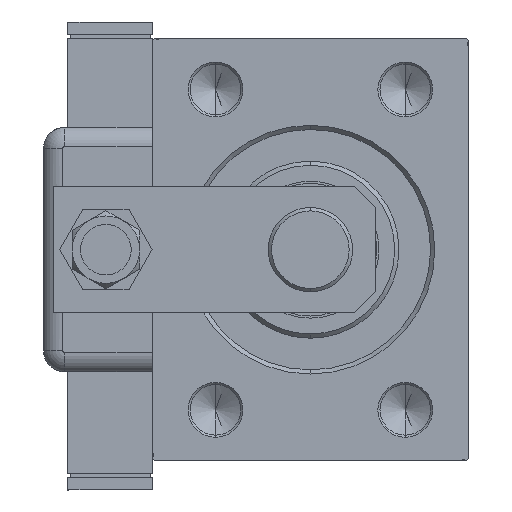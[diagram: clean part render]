
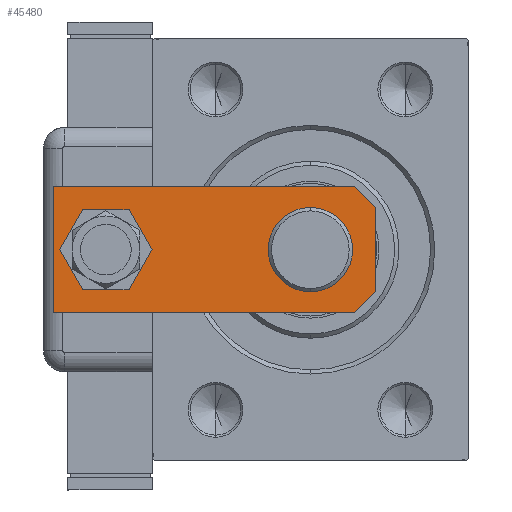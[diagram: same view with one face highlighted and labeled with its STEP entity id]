
A CAD part, left-side view. The second image highlights one B-rep face of the part: STEP entity #45480.
In plain terms, the highlighted face is planar.
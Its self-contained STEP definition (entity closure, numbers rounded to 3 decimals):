
#360 = VERTEX_POINT ( 'NONE', #59147 ) ;
#464 = CARTESIAN_POINT ( 'NONE',  ( 7., 64., 0. ) ) ;
#628 = DIRECTION ( 'NONE',  ( 1., 0., 0. ) ) ;
#710 = EDGE_CURVE ( 'NONE', #12260, #51538, #45536, .T. ) ;
#1033 = EDGE_CURVE ( 'NONE', #13270, #39496, #18521, .T. ) ;
#1236 = ORIENTED_EDGE ( 'NONE', *, *, #9763, .T. ) ;
#3514 = DIRECTION ( 'NONE',  ( -1., 0., 0. ) ) ;
#3519 = VERTEX_POINT ( 'NONE', #464 ) ;
#3911 = CARTESIAN_POINT ( 'NONE',  ( 15., 5., 0. ) ) ;
#4569 = EDGE_LOOP ( 'NONE', ( #14854, #16790 ) ) ;
#4735 = VERTEX_POINT ( 'NONE', #41471 ) ;
#5799 = CIRCLE ( 'NONE', #40103, 7. ) ;
#7359 = CIRCLE ( 'NONE', #9335, 10. ) ;
#8749 = CARTESIAN_POINT ( 'NONE',  ( 15., 5., 0. ) ) ;
#9335 = AXIS2_PLACEMENT_3D ( 'NONE', #32845, #19035, #628 ) ;
#9763 = EDGE_CURVE ( 'NONE', #3519, #4735, #5799, .T. ) ;
#12260 = VERTEX_POINT ( 'NONE', #26568 ) ;
#12411 = VERTEX_POINT ( 'NONE', #8749 ) ;
#12420 = CARTESIAN_POINT ( 'NONE',  ( -10., 0., 0. ) ) ;
#13123 = LINE ( 'NONE', #3911, #50513 ) ;
#13138 = DIRECTION ( 'NONE',  ( 1., 0., 0. ) ) ;
#13270 = VERTEX_POINT ( 'NONE', #30636 ) ;
#13281 = CARTESIAN_POINT ( 'NONE',  ( 0., 64., 0. ) ) ;
#13838 = CIRCLE ( 'NONE', #23664, 7. ) ;
#14160 = CARTESIAN_POINT ( 'NONE',  ( -10., 0., 0. ) ) ;
#14299 = DIRECTION ( 'NONE',  ( 1., 0., 0. ) ) ;
#14854 = ORIENTED_EDGE ( 'NONE', *, *, #710, .T. ) ;
#15515 = DIRECTION ( 'NONE',  ( 0., 0., 1. ) ) ;
#15811 = EDGE_CURVE ( 'NONE', #4735, #3519, #13838, .T. ) ;
#16631 = EDGE_LOOP ( 'NONE', ( #52042, #1236 ) ) ;
#16790 = ORIENTED_EDGE ( 'NONE', *, *, #32282, .T. ) ;
#16826 = VECTOR ( 'NONE', #53856, 1000. ) ;
#17730 = DIRECTION ( 'NONE',  ( -0.707, -0.707, 0. ) ) ;
#18042 = CARTESIAN_POINT ( 'NONE',  ( -15., 76.5, 0. ) ) ;
#18521 = LINE ( 'NONE', #32634, #32809 ) ;
#18740 = EDGE_LOOP ( 'NONE', ( #38485, #38650, #25720, #19170, #40509, #39083 ) ) ;
#19035 = DIRECTION ( 'NONE',  ( 0., 0., 1. ) ) ;
#19170 = ORIENTED_EDGE ( 'NONE', *, *, #1033, .F. ) ;
#19258 = DIRECTION ( 'NONE',  ( 0., -1., 0. ) ) ;
#20492 = EDGE_CURVE ( 'NONE', #43098, #49519, #54477, .T. ) ;
#21327 = LINE ( 'NONE', #21927, #58903 ) ;
#21664 = AXIS2_PLACEMENT_3D ( 'NONE', #24421, #43437, #38845 ) ;
#21927 = CARTESIAN_POINT ( 'NONE',  ( 15., 0., 0. ) ) ;
#23366 = DIRECTION ( 'NONE',  ( 1., 0., 0. ) ) ;
#23664 = AXIS2_PLACEMENT_3D ( 'NONE', #13281, #27692, #42111 ) ;
#24421 = CARTESIAN_POINT ( 'NONE',  ( 0., 0., 0. ) ) ;
#24720 = FACE_BOUND ( 'NONE', #16631, .T. ) ;
#25349 = CARTESIAN_POINT ( 'NONE',  ( -15., 5., 0. ) ) ;
#25720 = ORIENTED_EDGE ( 'NONE', *, *, #28812, .F. ) ;
#26568 = CARTESIAN_POINT ( 'NONE',  ( -10., 15.5, 0. ) ) ;
#27692 = DIRECTION ( 'NONE',  ( 0., 0., 1. ) ) ;
#28812 = EDGE_CURVE ( 'NONE', #39496, #49519, #42270, .T. ) ;
#29321 = CARTESIAN_POINT ( 'NONE',  ( 0., 15.5, 0. ) ) ;
#30636 = CARTESIAN_POINT ( 'NONE',  ( 15., 76.5, 0. ) ) ;
#32282 = EDGE_CURVE ( 'NONE', #51538, #12260, #7359, .T. ) ;
#32634 = CARTESIAN_POINT ( 'NONE',  ( 15., 76.5, 0. ) ) ;
#32809 = VECTOR ( 'NONE', #3514, 1000. ) ;
#32845 = CARTESIAN_POINT ( 'NONE',  ( 0., 15.5, 0. ) ) ;
#35129 = DIRECTION ( 'NONE',  ( 0., 1., 0. ) ) ;
#38485 = ORIENTED_EDGE ( 'NONE', *, *, #47250, .F. ) ;
#38650 = ORIENTED_EDGE ( 'NONE', *, *, #20492, .T. ) ;
#38845 = DIRECTION ( 'NONE',  ( 1., 0., 0. ) ) ;
#39083 = ORIENTED_EDGE ( 'NONE', *, *, #59131, .T. ) ;
#39496 = VERTEX_POINT ( 'NONE', #53842 ) ;
#40103 = AXIS2_PLACEMENT_3D ( 'NONE', #60699, #46585, #13138 ) ;
#40509 = ORIENTED_EDGE ( 'NONE', *, *, #40624, .F. ) ;
#40624 = EDGE_CURVE ( 'NONE', #12411, #13270, #21327, .T. ) ;
#41471 = CARTESIAN_POINT ( 'NONE',  ( -7., 64., 0. ) ) ;
#42111 = DIRECTION ( 'NONE',  ( 1., 0., 0. ) ) ;
#42270 = LINE ( 'NONE', #18042, #45571 ) ;
#42379 = LINE ( 'NONE', #52201, #53105 ) ;
#42523 = FACE_BOUND ( 'NONE', #4569, .T. ) ;
#43098 = VERTEX_POINT ( 'NONE', #14160 ) ;
#43437 = DIRECTION ( 'NONE',  ( 0., 0., 1. ) ) ;
#45480 = ADVANCED_FACE ( 'NONE', ( #48035, #24720, #42523 ), #47113, .F. ) ;
#45536 = CIRCLE ( 'NONE', #59298, 10. ) ;
#45571 = VECTOR ( 'NONE', #19258, 1000. ) ;
#46585 = DIRECTION ( 'NONE',  ( 0., 0., 1. ) ) ;
#47113 = PLANE ( 'NONE',  #21664 ) ;
#47250 = EDGE_CURVE ( 'NONE', #43098, #360, #42379, .T. ) ;
#48035 = FACE_OUTER_BOUND ( 'NONE', #18740, .T. ) ;
#49403 = CARTESIAN_POINT ( 'NONE',  ( 10., 15.5, 0. ) ) ;
#49519 = VERTEX_POINT ( 'NONE', #25349 ) ;
#50513 = VECTOR ( 'NONE', #17730, 1000. ) ;
#51538 = VERTEX_POINT ( 'NONE', #49403 ) ;
#52042 = ORIENTED_EDGE ( 'NONE', *, *, #15811, .T. ) ;
#52201 = CARTESIAN_POINT ( 'NONE',  ( -15., 0., 0. ) ) ;
#53105 = VECTOR ( 'NONE', #23366, 1000. ) ;
#53842 = CARTESIAN_POINT ( 'NONE',  ( -15., 76.5, 0. ) ) ;
#53856 = DIRECTION ( 'NONE',  ( -0.707, 0.707, 0. ) ) ;
#54477 = LINE ( 'NONE', #12420, #16826 ) ;
#58903 = VECTOR ( 'NONE', #35129, 1000. ) ;
#59131 = EDGE_CURVE ( 'NONE', #12411, #360, #13123, .T. ) ;
#59147 = CARTESIAN_POINT ( 'NONE',  ( 10., 0., 0. ) ) ;
#59298 = AXIS2_PLACEMENT_3D ( 'NONE', #29321, #15515, #14299 ) ;
#60699 = CARTESIAN_POINT ( 'NONE',  ( 0., 64., 0. ) ) ;
